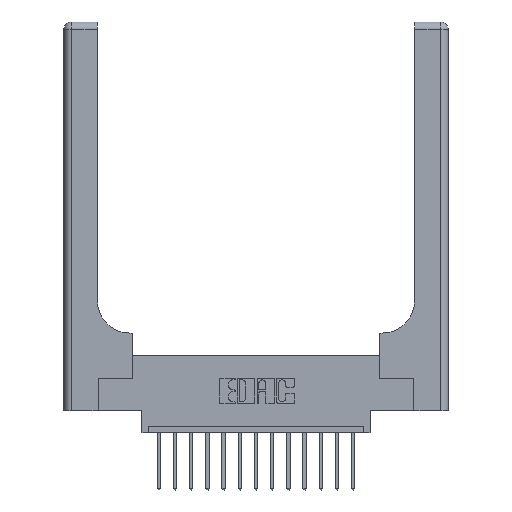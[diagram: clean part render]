
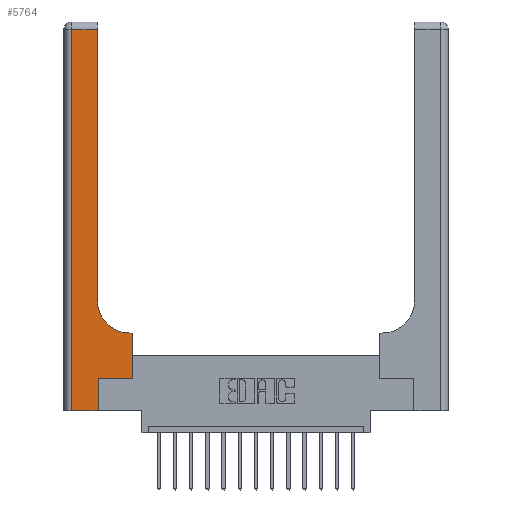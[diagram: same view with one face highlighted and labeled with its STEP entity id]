
A CAD part, top view. The second image highlights one B-rep face of the part: STEP entity #5764.
In plain terms, the highlighted planar face has unit normal (0, 0, 1).
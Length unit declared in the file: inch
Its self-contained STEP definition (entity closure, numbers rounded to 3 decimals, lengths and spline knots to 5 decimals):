
#44 = VECTOR ( 'NONE', #14077, 39.37008 ) ;
#282 = ORIENTED_EDGE ( 'NONE', *, *, #15298, .T. ) ;
#317 = CARTESIAN_POINT ( 'NONE',  ( 0.265, 0.25, 0.37 ) ) ;
#479 = VECTOR ( 'NONE', #11450, 39.37008 ) ;
#872 = VERTEX_POINT ( 'NONE', #14512 ) ;
#1025 = DIRECTION ( 'NONE',  ( 0., 1., 0. ) ) ;
#1190 = CARTESIAN_POINT ( 'NONE',  ( 0.51, 0.6, 0.37 ) ) ;
#1873 = DIRECTION ( 'NONE',  ( 0., 0., -1. ) ) ;
#1881 = LINE ( 'NONE', #15437, #6972 ) ;
#1942 = AXIS2_PLACEMENT_3D ( 'NONE', #6268, #1873, #9058 ) ;
#2222 = CIRCLE ( 'NONE', #1942, 0.25 ) ;
#2378 = VECTOR ( 'NONE', #16805, 39.37008 ) ;
#2396 = ORIENTED_EDGE ( 'NONE', *, *, #3905, .T. ) ;
#2901 = DIRECTION ( 'NONE',  ( -1., 0., 0. ) ) ;
#3000 = VERTEX_POINT ( 'NONE', #11228 ) ;
#3129 = DIRECTION ( 'NONE',  ( 0., 1., 0. ) ) ;
#3903 = EDGE_CURVE ( 'NONE', #3000, #15942, #7836, .T. ) ;
#3905 = EDGE_CURVE ( 'NONE', #7750, #13252, #7748, .T. ) ;
#4054 = VERTEX_POINT ( 'NONE', #1190 ) ;
#4237 = ORIENTED_EDGE ( 'NONE', *, *, #6629, .T. ) ;
#4544 = EDGE_CURVE ( 'NONE', #17269, #4054, #8827, .T. ) ;
#4695 = DIRECTION ( 'NONE',  ( 0., 0., -1. ) ) ;
#4780 = VECTOR ( 'NONE', #6399, 39.37008 ) ;
#5366 = EDGE_CURVE ( 'NONE', #13544, #3000, #12716, .T. ) ;
#5618 = CARTESIAN_POINT ( 'NONE',  ( 0.26, 0.85, 0.37 ) ) ;
#5764 = ADVANCED_FACE ( 'NONE', ( #6049 ), #11519, .F. ) ;
#6049 = FACE_OUTER_BOUND ( 'NONE', #16572, .T. ) ;
#6268 = CARTESIAN_POINT ( 'NONE',  ( 0.51, 0.85, 0.37 ) ) ;
#6399 = DIRECTION ( 'NONE',  ( -1., 0., 0. ) ) ;
#6513 = AXIS2_PLACEMENT_3D ( 'NONE', #16986, #4695, #2901 ) ;
#6629 = EDGE_CURVE ( 'NONE', #4054, #13951, #2222, .T. ) ;
#6814 = VECTOR ( 'NONE', #12411, 39.37008 ) ;
#6972 = VECTOR ( 'NONE', #3129, 39.37008 ) ;
#7133 = CARTESIAN_POINT ( 'NONE',  ( 0., 2.94, 0.37 ) ) ;
#7219 = EDGE_CURVE ( 'NONE', #15942, #7750, #10704, .T. ) ;
#7341 = VECTOR ( 'NONE', #1025, 39.37008 ) ;
#7572 = CARTESIAN_POINT ( 'NONE',  ( 0.26, 2.94, 0.37 ) ) ;
#7656 = CARTESIAN_POINT ( 'NONE',  ( 0.265, 0., 0.37 ) ) ;
#7748 = LINE ( 'NONE', #7656, #7341 ) ;
#7750 = VERTEX_POINT ( 'NONE', #16498 ) ;
#7836 = LINE ( 'NONE', #13333, #11950 ) ;
#8827 = LINE ( 'NONE', #16980, #4780 ) ;
#9022 = DIRECTION ( 'NONE',  ( 0., -1., 0. ) ) ;
#9058 = DIRECTION ( 'NONE',  ( 1., 0., 0. ) ) ;
#10033 = CARTESIAN_POINT ( 'NONE',  ( 0.528, 0.6, 0.37 ) ) ;
#10194 = CARTESIAN_POINT ( 'NONE',  ( 0.528, 0.25, 0.37 ) ) ;
#10704 = LINE ( 'NONE', #12066, #6814 ) ;
#11059 = ORIENTED_EDGE ( 'NONE', *, *, #3903, .T. ) ;
#11104 = ORIENTED_EDGE ( 'NONE', *, *, #4544, .T. ) ;
#11228 = CARTESIAN_POINT ( 'NONE',  ( 0.06, 2.94, 0.37 ) ) ;
#11450 = DIRECTION ( 'NONE',  ( -1., 0., 0. ) ) ;
#11519 = PLANE ( 'NONE',  #6513 ) ;
#11910 = CARTESIAN_POINT ( 'NONE',  ( 0.265, 0.25, 0.37 ) ) ;
#11950 = VECTOR ( 'NONE', #9022, 39.37008 ) ;
#12066 = CARTESIAN_POINT ( 'NONE',  ( 0., 0., 0.37 ) ) ;
#12411 = DIRECTION ( 'NONE',  ( 1., 0., 0. ) ) ;
#12716 = LINE ( 'NONE', #7133, #479 ) ;
#12988 = LINE ( 'NONE', #10194, #44 ) ;
#13132 = EDGE_CURVE ( 'NONE', #872, #17269, #12988, .T. ) ;
#13198 = ORIENTED_EDGE ( 'NONE', *, *, #14515, .T. ) ;
#13252 = VERTEX_POINT ( 'NONE', #11910 ) ;
#13333 = CARTESIAN_POINT ( 'NONE',  ( 0.06, 3., 0.37 ) ) ;
#13544 = VERTEX_POINT ( 'NONE', #7572 ) ;
#13951 = VERTEX_POINT ( 'NONE', #5618 ) ;
#14077 = DIRECTION ( 'NONE',  ( 0., 1., 0. ) ) ;
#14322 = LINE ( 'NONE', #317, #2378 ) ;
#14512 = CARTESIAN_POINT ( 'NONE',  ( 0.528, 0.25, 0.37 ) ) ;
#14515 = EDGE_CURVE ( 'NONE', #13252, #872, #14322, .T. ) ;
#15298 = EDGE_CURVE ( 'NONE', #13951, #13544, #1881, .T. ) ;
#15335 = ORIENTED_EDGE ( 'NONE', *, *, #13132, .T. ) ;
#15437 = CARTESIAN_POINT ( 'NONE',  ( 0.26, 3., 0.37 ) ) ;
#15508 = ORIENTED_EDGE ( 'NONE', *, *, #5366, .T. ) ;
#15834 = ORIENTED_EDGE ( 'NONE', *, *, #7219, .T. ) ;
#15942 = VERTEX_POINT ( 'NONE', #17585 ) ;
#16498 = CARTESIAN_POINT ( 'NONE',  ( 0.265, 0., 0.37 ) ) ;
#16572 = EDGE_LOOP ( 'NONE', ( #282, #15508, #11059, #15834, #2396, #13198, #15335, #11104, #4237 ) ) ;
#16805 = DIRECTION ( 'NONE',  ( 1., 0., 0. ) ) ;
#16980 = CARTESIAN_POINT ( 'NONE',  ( 0.26, 0.6, 0.37 ) ) ;
#16986 = CARTESIAN_POINT ( 'NONE',  ( 0., 3., 0.37 ) ) ;
#17269 = VERTEX_POINT ( 'NONE', #10033 ) ;
#17585 = CARTESIAN_POINT ( 'NONE',  ( 0.06, 0., 0.37 ) ) ;
